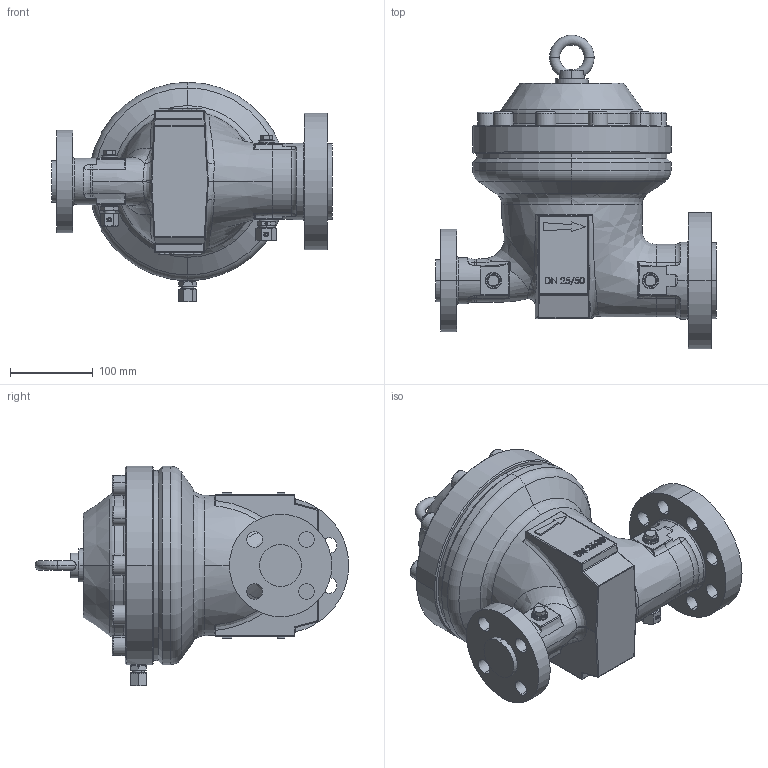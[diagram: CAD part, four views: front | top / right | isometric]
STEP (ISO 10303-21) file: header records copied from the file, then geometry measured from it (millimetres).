
FILE_DESCRIPTION (( 'STEP AP214' ), '1' );
FILE_NAME ('HON502_DN25-50_class600_left_execution.STEP', '2020-01-30T12:10:24', ( '' ), ( '' ), 'SwSTEP 2.0', 'SolidWorks 2017', '' );
FILE_SCHEMA (( 'AUTOMOTIVE_DESIGN' ));
Length unit declared in the file: millimetre
Products named in the file (1): HON502_DN25-50_class600_left_execution
Bounding box: 340 x 379.5 x 265.5 mm (x, y, z)
Volume: 8931504.1 mm3; surface area: 379001.7 mm2
Topology: 1 solids, 1 shells, 1073 faces, 2600 edges, 1581 vertices
Faces by surface type: plane 470, cylinder 234, bspline 175, cone 125, torus 49, sphere 20
Entity records: 50952 total; most frequent: CARTESIAN_POINT 19953, ORIENTED_EDGE 5128, DIRECTION 4549, EDGE_CURVE 2564, AXIS2_PLACEMENT_3D 1663, VERTEX_POINT 1581, VECTOR 1223, LINE 1223
